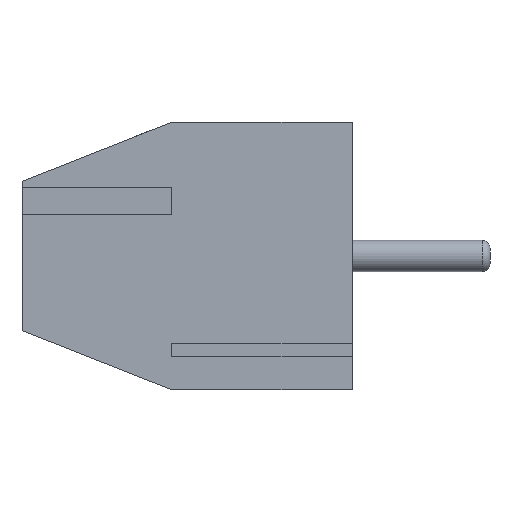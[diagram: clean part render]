
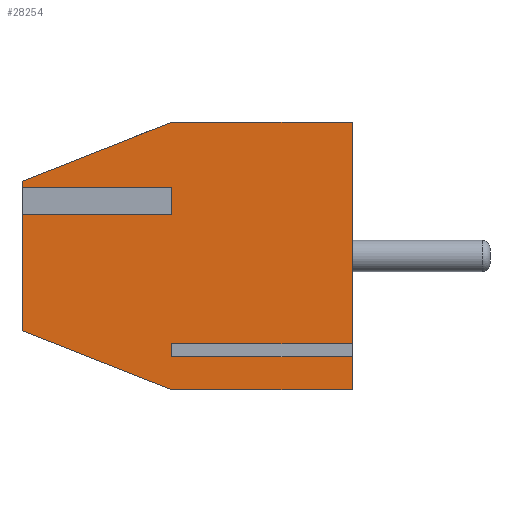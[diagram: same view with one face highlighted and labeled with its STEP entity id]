
A CAD part, left-side view. The second image highlights one B-rep face of the part: STEP entity #28254.
In plain terms, the highlighted planar face has unit normal (-1, 0, 0).
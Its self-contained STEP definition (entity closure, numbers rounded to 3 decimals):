
#626 = VERTEX_POINT ( 'NONE', #7342 ) ;
#789 = EDGE_CURVE ( 'NONE', #22638, #25754, #12301, .T. ) ;
#835 = LINE ( 'NONE', #25302, #25285 ) ;
#1015 = ORIENTED_EDGE ( 'NONE', *, *, #26447, .F. ) ;
#1102 = CARTESIAN_POINT ( 'NONE',  ( 0., 4.6, 6.8 ) ) ;
#1351 = VECTOR ( 'NONE', #15064, 1000. ) ;
#1978 = LINE ( 'NONE', #19345, #12071 ) ;
#2009 = EDGE_CURVE ( 'NONE', #25754, #19575, #835, .T. ) ;
#2855 = LINE ( 'NONE', #9546, #15160 ) ;
#3060 = AXIS2_PLACEMENT_3D ( 'NONE', #8115, #23550, #28210 ) ;
#3169 = PLANE ( 'NONE',  #3060 ) ;
#3215 = DIRECTION ( 'NONE',  ( 0., -1., 0. ) ) ;
#3675 = VECTOR ( 'NONE', #7061, 1000. ) ;
#4009 = EDGE_CURVE ( 'NONE', #27927, #11316, #6348, .T. ) ;
#4299 = CARTESIAN_POINT ( 'NONE',  ( 0., 8.4, 6.8 ) ) ;
#4306 = VERTEX_POINT ( 'NONE', #6883 ) ;
#4349 = DIRECTION ( 'NONE',  ( 0., -1., 0. ) ) ;
#4421 = CARTESIAN_POINT ( 'NONE',  ( 0., 4.6, 4.632 ) ) ;
#5635 = VERTEX_POINT ( 'NONE', #21233 ) ;
#6318 = CARTESIAN_POINT ( 'NONE',  ( 0., 8.4, 6.8 ) ) ;
#6322 = CARTESIAN_POINT ( 'NONE',  ( 0., 8.4, 5.3 ) ) ;
#6348 = LINE ( 'NONE', #24151, #11439 ) ;
#6480 = VERTEX_POINT ( 'NONE', #19002 ) ;
#6506 = VECTOR ( 'NONE', #23434, 1000. ) ;
#6601 = CARTESIAN_POINT ( 'NONE',  ( 0., 0., 6.8 ) ) ;
#6883 = CARTESIAN_POINT ( 'NONE',  ( 0., 0., 0. ) ) ;
#7061 = DIRECTION ( 'NONE',  ( 0., 0., 1. ) ) ;
#7342 = CARTESIAN_POINT ( 'NONE',  ( 0., 8.4, 4.632 ) ) ;
#7595 = EDGE_CURVE ( 'NONE', #24493, #626, #24529, .T. ) ;
#7758 = CARTESIAN_POINT ( 'NONE',  ( 0., 8.4, 1.5 ) ) ;
#7835 = LINE ( 'NONE', #19221, #6506 ) ;
#8115 = CARTESIAN_POINT ( 'NONE',  ( 0., 8.4, 6.8 ) ) ;
#8170 = ORIENTED_EDGE ( 'NONE', *, *, #8227, .T. ) ;
#8227 = EDGE_CURVE ( 'NONE', #11659, #27927, #2855, .T. ) ;
#8265 = EDGE_LOOP ( 'NONE', ( #8170, #17270, #20848, #24614, #10642, #14687, #14505, #25235, #10647, #14681, #26912, #21139, #1015, #28375 ) ) ;
#8388 = CARTESIAN_POINT ( 'NONE',  ( 0., 8.4, 1.5 ) ) ;
#8406 = CARTESIAN_POINT ( 'NONE',  ( 0., 8.4, 4.632 ) ) ;
#8548 = VECTOR ( 'NONE', #16657, 1000. ) ;
#8562 = VERTEX_POINT ( 'NONE', #4421 ) ;
#8817 = LINE ( 'NONE', #15521, #3675 ) ;
#9546 = CARTESIAN_POINT ( 'NONE',  ( 0., 4.6, 1.168 ) ) ;
#10279 = LINE ( 'NONE', #8388, #20893 ) ;
#10577 = DIRECTION ( 'NONE',  ( 0., -1., 0. ) ) ;
#10642 = ORIENTED_EDGE ( 'NONE', *, *, #789, .F. ) ;
#10647 = ORIENTED_EDGE ( 'NONE', *, *, #7595, .F. ) ;
#11316 = VERTEX_POINT ( 'NONE', #26618 ) ;
#11439 = VECTOR ( 'NONE', #26444, 1000. ) ;
#11659 = VERTEX_POINT ( 'NONE', #13742 ) ;
#12071 = VECTOR ( 'NONE', #10577, 1000. ) ;
#12301 = LINE ( 'NONE', #21165, #8548 ) ;
#12389 = EDGE_CURVE ( 'NONE', #22638, #6480, #21485, .T. ) ;
#12533 = CARTESIAN_POINT ( 'NONE',  ( 0., 4.6, 0. ) ) ;
#13168 = DIRECTION ( 'NONE',  ( 0., -1., 0. ) ) ;
#13309 = CARTESIAN_POINT ( 'NONE',  ( 0., 0., 0.832 ) ) ;
#13742 = CARTESIAN_POINT ( 'NONE',  ( 0., 4.6, 1.168 ) ) ;
#14095 = DIRECTION ( 'NONE',  ( 0., -0.93, 0.367 ) ) ;
#14274 = LINE ( 'NONE', #23172, #28532 ) ;
#14471 = EDGE_CURVE ( 'NONE', #4306, #25109, #26559, .T. ) ;
#14505 = ORIENTED_EDGE ( 'NONE', *, *, #15492, .T. ) ;
#14681 = ORIENTED_EDGE ( 'NONE', *, *, #22183, .F. ) ;
#14687 = ORIENTED_EDGE ( 'NONE', *, *, #12389, .T. ) ;
#14766 = CARTESIAN_POINT ( 'NONE',  ( 0., 8.4, 4.968 ) ) ;
#14791 = FACE_OUTER_BOUND ( 'NONE', #8265, .T. ) ;
#15064 = DIRECTION ( 'NONE',  ( 0., -1., 0. ) ) ;
#15160 = VECTOR ( 'NONE', #18478, 1000. ) ;
#15311 = VERTEX_POINT ( 'NONE', #12533 ) ;
#15492 = EDGE_CURVE ( 'NONE', #6480, #8562, #7835, .T. ) ;
#15521 = CARTESIAN_POINT ( 'NONE',  ( 0., 4.6, 0.832 ) ) ;
#16657 = DIRECTION ( 'NONE',  ( 0., 0., 1. ) ) ;
#17270 = ORIENTED_EDGE ( 'NONE', *, *, #4009, .T. ) ;
#17526 = VECTOR ( 'NONE', #22203, 1000. ) ;
#18478 = DIRECTION ( 'NONE',  ( 0., -1., 0. ) ) ;
#19002 = CARTESIAN_POINT ( 'NONE',  ( 0., 4.6, 4.968 ) ) ;
#19190 = DIRECTION ( 'NONE',  ( 0., 0.93, 0.367 ) ) ;
#19221 = CARTESIAN_POINT ( 'NONE',  ( 0., 4.6, 4.968 ) ) ;
#19345 = CARTESIAN_POINT ( 'NONE',  ( 0., 8.4, 0. ) ) ;
#19575 = VERTEX_POINT ( 'NONE', #1102 ) ;
#20158 = CARTESIAN_POINT ( 'NONE',  ( 0., 0., 1.168 ) ) ;
#20800 = LINE ( 'NONE', #8406, #28387 ) ;
#20848 = ORIENTED_EDGE ( 'NONE', *, *, #25180, .F. ) ;
#20893 = VECTOR ( 'NONE', #19190, 1000. ) ;
#21139 = ORIENTED_EDGE ( 'NONE', *, *, #14471, .T. ) ;
#21165 = CARTESIAN_POINT ( 'NONE',  ( 0., 8.4, 6.8 ) ) ;
#21233 = CARTESIAN_POINT ( 'NONE',  ( 0., 4.6, 0.832 ) ) ;
#21464 = EDGE_CURVE ( 'NONE', #5635, #11659, #8817, .T. ) ;
#21485 = LINE ( 'NONE', #14766, #1351 ) ;
#21919 = DIRECTION ( 'NONE',  ( 0., 0., 1. ) ) ;
#22183 = EDGE_CURVE ( 'NONE', #15311, #24493, #10279, .T. ) ;
#22200 = EDGE_CURVE ( 'NONE', #15311, #4306, #1978, .T. ) ;
#22203 = DIRECTION ( 'NONE',  ( 0., 0., 1. ) ) ;
#22491 = VECTOR ( 'NONE', #21919, 1000. ) ;
#22638 = VERTEX_POINT ( 'NONE', #27030 ) ;
#22860 = VECTOR ( 'NONE', #13168, 1000. ) ;
#23172 = CARTESIAN_POINT ( 'NONE',  ( 0., 4.6, 0.832 ) ) ;
#23434 = DIRECTION ( 'NONE',  ( 0., 0., -1. ) ) ;
#23550 = DIRECTION ( 'NONE',  ( 1., 0., 0. ) ) ;
#24146 = EDGE_CURVE ( 'NONE', #626, #8562, #20800, .T. ) ;
#24151 = CARTESIAN_POINT ( 'NONE',  ( 0., 0., 6.8 ) ) ;
#24493 = VERTEX_POINT ( 'NONE', #7758 ) ;
#24529 = LINE ( 'NONE', #6318, #22491 ) ;
#24614 = ORIENTED_EDGE ( 'NONE', *, *, #2009, .F. ) ;
#25109 = VERTEX_POINT ( 'NONE', #13309 ) ;
#25180 = EDGE_CURVE ( 'NONE', #19575, #11316, #28624, .T. ) ;
#25235 = ORIENTED_EDGE ( 'NONE', *, *, #24146, .F. ) ;
#25285 = VECTOR ( 'NONE', #14095, 1000. ) ;
#25302 = CARTESIAN_POINT ( 'NONE',  ( 0., 8.4, 5.3 ) ) ;
#25754 = VERTEX_POINT ( 'NONE', #6322 ) ;
#26444 = DIRECTION ( 'NONE',  ( 0., 0., 1. ) ) ;
#26447 = EDGE_CURVE ( 'NONE', #5635, #25109, #14274, .T. ) ;
#26559 = LINE ( 'NONE', #6601, #17526 ) ;
#26618 = CARTESIAN_POINT ( 'NONE',  ( 0., 0., 6.8 ) ) ;
#26912 = ORIENTED_EDGE ( 'NONE', *, *, #22200, .T. ) ;
#27030 = CARTESIAN_POINT ( 'NONE',  ( 0., 8.4, 4.968 ) ) ;
#27927 = VERTEX_POINT ( 'NONE', #20158 ) ;
#28210 = DIRECTION ( 'NONE',  ( 0., 0., -1. ) ) ;
#28254 = ADVANCED_FACE ( 'NONE', ( #14791 ), #3169, .F. ) ;
#28375 = ORIENTED_EDGE ( 'NONE', *, *, #21464, .T. ) ;
#28387 = VECTOR ( 'NONE', #4349, 1000. ) ;
#28532 = VECTOR ( 'NONE', #3215, 1000. ) ;
#28624 = LINE ( 'NONE', #4299, #22860 ) ;
